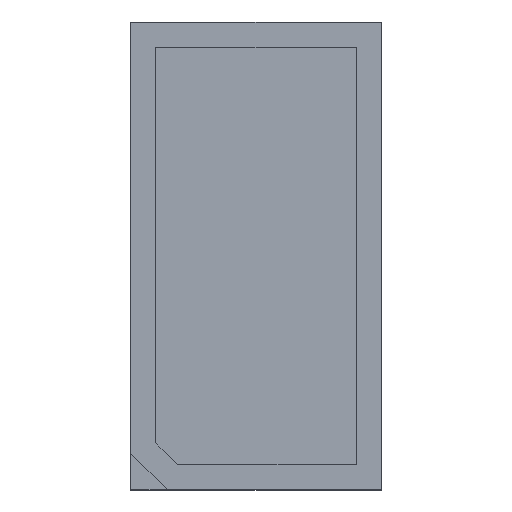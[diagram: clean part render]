
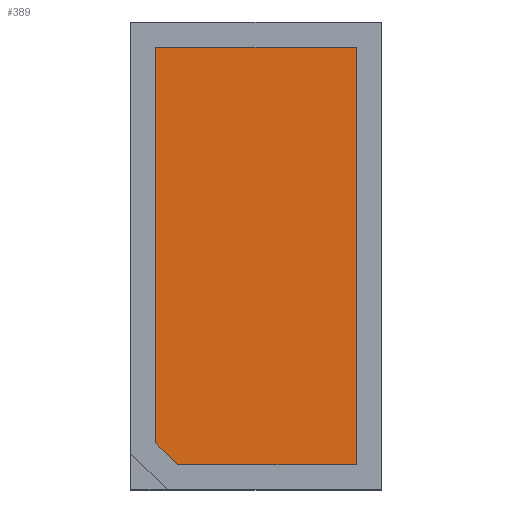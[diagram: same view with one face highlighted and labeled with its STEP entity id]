
A CAD part, top view. The second image highlights one B-rep face of the part: STEP entity #389.
In plain terms, the highlighted planar face has unit normal (0, 0, 1).
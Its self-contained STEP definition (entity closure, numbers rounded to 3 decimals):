
#1 = VERTEX_POINT ( 'NONE', #503 ) ;
#13 = VECTOR ( 'NONE', #213, 1000. ) ;
#56 = VECTOR ( 'NONE', #613, 1000. ) ;
#81 = VERTEX_POINT ( 'NONE', #824 ) ;
#94 = DIRECTION ( 'NONE',  ( 0.707, -0.707, 0. ) ) ;
#104 = CARTESIAN_POINT ( 'NONE',  ( -0.919, -2.5, 0.95 ) ) ;
#130 = LINE ( 'NONE', #661, #783 ) ;
#205 = FACE_OUTER_BOUND ( 'NONE', #380, .T. ) ;
#213 = DIRECTION ( 'NONE',  ( 0., 1., 0. ) ) ;
#234 = VECTOR ( 'NONE', #354, 1000. ) ;
#255 = LINE ( 'NONE', #738, #56 ) ;
#262 = AXIS2_PLACEMENT_3D ( 'NONE', #759, #510, #693 ) ;
#267 = VERTEX_POINT ( 'NONE', #604 ) ;
#305 = PLANE ( 'NONE',  #262 ) ;
#334 = CARTESIAN_POINT ( 'NONE',  ( -1.2, 2.5, 0.95 ) ) ;
#339 = ORIENTED_EDGE ( 'NONE', *, *, #376, .T. ) ;
#354 = DIRECTION ( 'NONE',  ( 0., -1., 0. ) ) ;
#355 = EDGE_CURVE ( 'NONE', #1, #577, #255, .T. ) ;
#376 = EDGE_CURVE ( 'NONE', #577, #753, #578, .T. ) ;
#380 = EDGE_LOOP ( 'NONE', ( #534, #339, #779, #656, #403 ) ) ;
#389 = ADVANCED_FACE ( 'NONE', ( #205 ), #305, .T. ) ;
#396 = EDGE_CURVE ( 'NONE', #81, #267, #406, .T. ) ;
#403 = ORIENTED_EDGE ( 'NONE', *, *, #644, .T. ) ;
#406 = LINE ( 'NONE', #104, #784 ) ;
#419 = CARTESIAN_POINT ( 'NONE',  ( -1.2, -2.238, 0.95 ) ) ;
#434 = CARTESIAN_POINT ( 'NONE',  ( -1.2, 2.456, 0.95 ) ) ;
#503 = CARTESIAN_POINT ( 'NONE',  ( 1.2, 2.5, 0.95 ) ) ;
#510 = DIRECTION ( 'NONE',  ( 0., 0., 1. ) ) ;
#531 = LINE ( 'NONE', #536, #13 ) ;
#534 = ORIENTED_EDGE ( 'NONE', *, *, #355, .T. ) ;
#536 = CARTESIAN_POINT ( 'NONE',  ( 1.2, -2.456, 0.95 ) ) ;
#577 = VERTEX_POINT ( 'NONE', #334 ) ;
#578 = LINE ( 'NONE', #434, #234 ) ;
#604 = CARTESIAN_POINT ( 'NONE',  ( 1.2, -2.5, 0.95 ) ) ;
#613 = DIRECTION ( 'NONE',  ( -1., 0., 0. ) ) ;
#644 = EDGE_CURVE ( 'NONE', #267, #1, #531, .T. ) ;
#656 = ORIENTED_EDGE ( 'NONE', *, *, #396, .T. ) ;
#661 = CARTESIAN_POINT ( 'NONE',  ( -1.187, -2.25, 0.95 ) ) ;
#693 = DIRECTION ( 'NONE',  ( 1., 0., 0. ) ) ;
#738 = CARTESIAN_POINT ( 'NONE',  ( 1.156, 2.5, 0.95 ) ) ;
#753 = VERTEX_POINT ( 'NONE', #419 ) ;
#754 = EDGE_CURVE ( 'NONE', #753, #81, #130, .T. ) ;
#759 = CARTESIAN_POINT ( 'NONE',  ( 0., 0., 0.95 ) ) ;
#763 = DIRECTION ( 'NONE',  ( 1., 0., 0. ) ) ;
#779 = ORIENTED_EDGE ( 'NONE', *, *, #754, .T. ) ;
#783 = VECTOR ( 'NONE', #94, 1000. ) ;
#784 = VECTOR ( 'NONE', #763, 1000. ) ;
#824 = CARTESIAN_POINT ( 'NONE',  ( -0.938, -2.5, 0.95 ) ) ;
